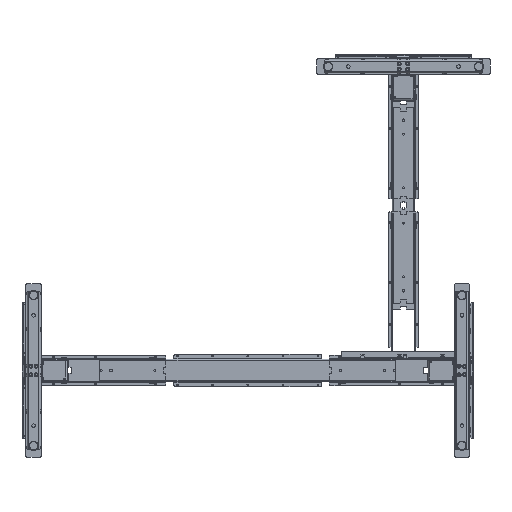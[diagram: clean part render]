
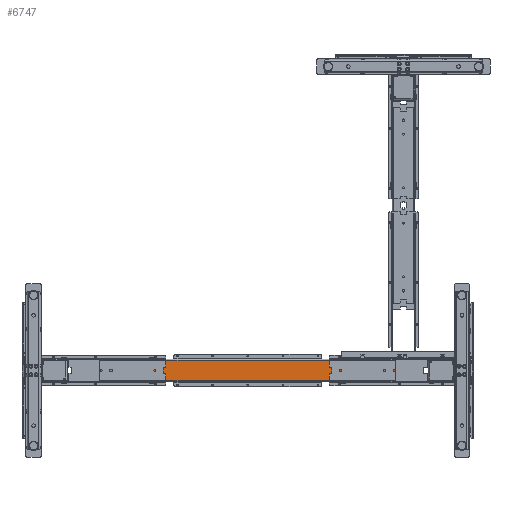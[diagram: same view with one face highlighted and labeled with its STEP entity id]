
A CAD part, front view. The second image highlights one B-rep face of the part: STEP entity #6747.
In plain terms, the highlighted planar face has unit normal (0, -1, 0).
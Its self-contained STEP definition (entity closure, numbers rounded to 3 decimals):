
#2112 = CARTESIAN_POINT ( 'NONE',  ( 545., 649.2, 0. ) ) ;
#2306 = CARTESIAN_POINT ( 'NONE',  ( 590., 649.2, 41. ) ) ;
#2550 = CARTESIAN_POINT ( 'NONE',  ( 545., 649.2, -5. ) ) ;
#2739 = DIRECTION ( 'NONE',  ( 0., 0., -1. ) ) ;
#4888 = EDGE_LOOP ( 'NONE', ( #50237, #85183 ) ) ;
#6747 = ADVANCED_FACE ( 'NONE', ( #49323, #21523, #32264 ), #61234, .T. ) ;
#7375 = CIRCLE ( 'NONE', #95409, 5. ) ;
#7662 = CARTESIAN_POINT ( 'NONE',  ( -545., 649.2, 0. ) ) ;
#7730 = VERTEX_POINT ( 'NONE', #18887 ) ;
#9526 = EDGE_CURVE ( 'NONE', #102914, #80271, #12156, .T. ) ;
#11166 = CARTESIAN_POINT ( 'NONE',  ( -545., 649.2, -5. ) ) ;
#12156 = CIRCLE ( 'NONE', #99957, 5. ) ;
#13546 = EDGE_CURVE ( 'NONE', #98577, #21087, #7375, .T. ) ;
#13854 = VECTOR ( 'NONE', #28554, 1000. ) ;
#17851 = EDGE_CURVE ( 'NONE', #93007, #32148, #63236, .T. ) ;
#18887 = CARTESIAN_POINT ( 'NONE',  ( 590., 649.2, 41. ) ) ;
#19751 = DIRECTION ( 'NONE',  ( 0., 1., 0. ) ) ;
#20465 = CARTESIAN_POINT ( 'NONE',  ( 590., 649.2, 45. ) ) ;
#20898 = LINE ( 'NONE', #2306, #64216 ) ;
#21087 = VERTEX_POINT ( 'NONE', #11166 ) ;
#21523 = FACE_BOUND ( 'NONE', #4888, .T. ) ;
#27030 = DIRECTION ( 'NONE',  ( -1., 0., 0. ) ) ;
#28554 = DIRECTION ( 'NONE',  ( 0., 0., 1. ) ) ;
#31894 = CARTESIAN_POINT ( 'NONE',  ( 545., 649.2, 0. ) ) ;
#32148 = VERTEX_POINT ( 'NONE', #32180 ) ;
#32180 = CARTESIAN_POINT ( 'NONE',  ( -590., 649.2, 41. ) ) ;
#32264 = FACE_OUTER_BOUND ( 'NONE', #53227, .T. ) ;
#32711 = EDGE_CURVE ( 'NONE', #21087, #98577, #80447, .T. ) ;
#35706 = CARTESIAN_POINT ( 'NONE',  ( -590., 649.2, 45. ) ) ;
#36317 = LINE ( 'NONE', #78857, #13854 ) ;
#42182 = CARTESIAN_POINT ( 'NONE',  ( -590., 649.2, -41. ) ) ;
#46852 = EDGE_LOOP ( 'NONE', ( #74471, #91764 ) ) ;
#49323 = FACE_BOUND ( 'NONE', #46852, .T. ) ;
#50237 = ORIENTED_EDGE ( 'NONE', *, *, #109258, .T. ) ;
#51515 = VECTOR ( 'NONE', #52500, 1000. ) ;
#52500 = DIRECTION ( 'NONE',  ( -1., 0., 0. ) ) ;
#53227 = EDGE_LOOP ( 'NONE', ( #56285, #102249, #100613, #92929 ) ) ;
#56285 = ORIENTED_EDGE ( 'NONE', *, *, #17851, .F. ) ;
#58714 = AXIS2_PLACEMENT_3D ( 'NONE', #31894, #99846, #75510 ) ;
#61234 = PLANE ( 'NONE',  #69461 ) ;
#62162 = CARTESIAN_POINT ( 'NONE',  ( 545., 649.2, 5. ) ) ;
#63083 = DIRECTION ( 'NONE',  ( 0., 0., 1. ) ) ;
#63200 = EDGE_CURVE ( 'NONE', #7730, #32148, #20898, .T. ) ;
#63236 = LINE ( 'NONE', #35706, #93509 ) ;
#64216 = VECTOR ( 'NONE', #27030, 1000. ) ;
#66479 = DIRECTION ( 'NONE',  ( 0., 1., 0. ) ) ;
#69461 = AXIS2_PLACEMENT_3D ( 'NONE', #20465, #79224, #2739 ) ;
#73245 = EDGE_CURVE ( 'NONE', #107416, #7730, #36317, .T. ) ;
#74471 = ORIENTED_EDGE ( 'NONE', *, *, #13546, .T. ) ;
#75510 = DIRECTION ( 'NONE',  ( 0., 0., 1. ) ) ;
#76500 = EDGE_CURVE ( 'NONE', #107416, #93007, #96219, .T. ) ;
#76811 = DIRECTION ( 'NONE',  ( 0., 0., 1. ) ) ;
#78857 = CARTESIAN_POINT ( 'NONE',  ( 590., 649.2, 45. ) ) ;
#79224 = DIRECTION ( 'NONE',  ( 0., -1., 0. ) ) ;
#80271 = VERTEX_POINT ( 'NONE', #62162 ) ;
#80447 = CIRCLE ( 'NONE', #103986, 5. ) ;
#85183 = ORIENTED_EDGE ( 'NONE', *, *, #9526, .T. ) ;
#87230 = CARTESIAN_POINT ( 'NONE',  ( -545., 649.2, 5. ) ) ;
#91764 = ORIENTED_EDGE ( 'NONE', *, *, #32711, .T. ) ;
#92929 = ORIENTED_EDGE ( 'NONE', *, *, #63200, .T. ) ;
#93007 = VERTEX_POINT ( 'NONE', #42182 ) ;
#93509 = VECTOR ( 'NONE', #76811, 1000. ) ;
#95078 = CARTESIAN_POINT ( 'NONE',  ( -545., 649.2, 0. ) ) ;
#95409 = AXIS2_PLACEMENT_3D ( 'NONE', #95078, #19751, #63083 ) ;
#96219 = LINE ( 'NONE', #101765, #51515 ) ;
#96953 = CARTESIAN_POINT ( 'NONE',  ( 590., 649.2, -41. ) ) ;
#97615 = CIRCLE ( 'NONE', #58714, 5. ) ;
#98577 = VERTEX_POINT ( 'NONE', #87230 ) ;
#99846 = DIRECTION ( 'NONE',  ( 0., 1., 0. ) ) ;
#99957 = AXIS2_PLACEMENT_3D ( 'NONE', #2112, #104004, #103257 ) ;
#100613 = ORIENTED_EDGE ( 'NONE', *, *, #73245, .T. ) ;
#101091 = DIRECTION ( 'NONE',  ( 0., 0., 1. ) ) ;
#101765 = CARTESIAN_POINT ( 'NONE',  ( 590., 649.2, -41. ) ) ;
#102249 = ORIENTED_EDGE ( 'NONE', *, *, #76500, .F. ) ;
#102914 = VERTEX_POINT ( 'NONE', #2550 ) ;
#103257 = DIRECTION ( 'NONE',  ( 0., 0., 1. ) ) ;
#103986 = AXIS2_PLACEMENT_3D ( 'NONE', #7662, #66479, #101091 ) ;
#104004 = DIRECTION ( 'NONE',  ( 0., 1., 0. ) ) ;
#107416 = VERTEX_POINT ( 'NONE', #96953 ) ;
#109258 = EDGE_CURVE ( 'NONE', #80271, #102914, #97615, .T. ) ;
